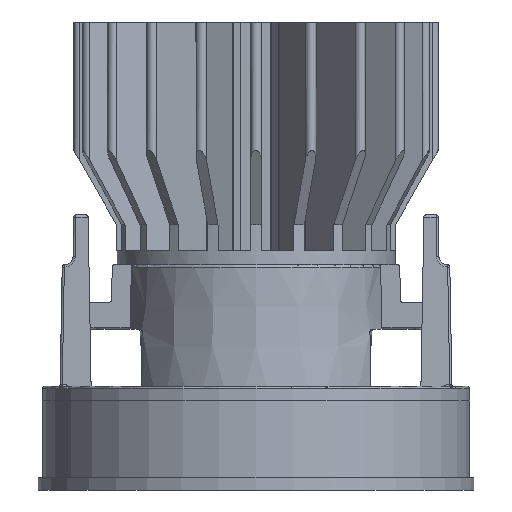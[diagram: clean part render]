
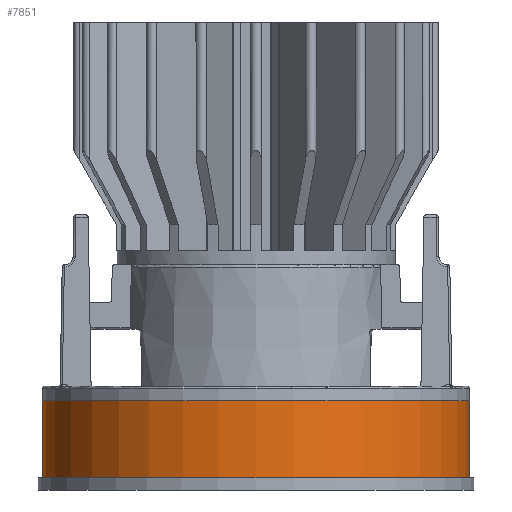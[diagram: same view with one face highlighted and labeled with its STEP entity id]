
A CAD part, front view. The second image highlights one B-rep face of the part: STEP entity #7851.
In plain terms, the highlighted cylindrical face has radius 29.9 mm (diameter 59.8 mm), a full revolution.
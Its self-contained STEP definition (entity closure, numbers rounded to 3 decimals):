
#397=CYLINDRICAL_SURFACE('',#8559,29.9);
#768=FACE_OUTER_BOUND('',#1247,.T.);
#1247=EDGE_LOOP('',(#6252,#6253,#6254,#6255));
#1773=LINE('',#14127,#2398);
#2398=VECTOR('',#10230,29.9);
#2744=CIRCLE('',#8103,29.9);
#2916=CIRCLE('',#8560,29.9);
#3116=VERTEX_POINT('',#11483);
#3476=VERTEX_POINT('',#14125);
#3868=EDGE_CURVE('',#3116,#3116,#2744,.T.);
#4468=EDGE_CURVE('',#3476,#3476,#2916,.T.);
#4469=EDGE_CURVE('',#3476,#3116,#1773,.T.);
#6252=ORIENTED_EDGE('',*,*,#4468,.F.);
#6253=ORIENTED_EDGE('',*,*,#4469,.T.);
#6254=ORIENTED_EDGE('',*,*,#3868,.T.);
#6255=ORIENTED_EDGE('',*,*,#4469,.F.);
#7851=ADVANCED_FACE('',(#768),#397,.T.);
#8103=AXIS2_PLACEMENT_3D('',#11484,#9034,#9035);
#8559=AXIS2_PLACEMENT_3D('',#14124,#10226,#10227);
#8560=AXIS2_PLACEMENT_3D('',#14126,#10228,#10229);
#9034=DIRECTION('center_axis',(0.,0.,-1.));
#9035=DIRECTION('ref_axis',(1.,0.,0.));
#10226=DIRECTION('center_axis',(0.,0.,-1.));
#10227=DIRECTION('ref_axis',(-1.,0.,0.));
#10228=DIRECTION('center_axis',(0.,0.,-1.));
#10229=DIRECTION('ref_axis',(1.,0.,0.));
#10230=DIRECTION('',(0.,0.,1.));
#11483=CARTESIAN_POINT('',(29.9,0.,12.5));
#11484=CARTESIAN_POINT('Origin',(0.,0.,
12.5));
#14124=CARTESIAN_POINT('Origin',(0.,0.,
7.1));
#14125=CARTESIAN_POINT('',(29.9,0.,1.7));
#14126=CARTESIAN_POINT('Origin',(0.,0.,
1.7));
#14127=CARTESIAN_POINT('',(29.9,0.,7.1));
